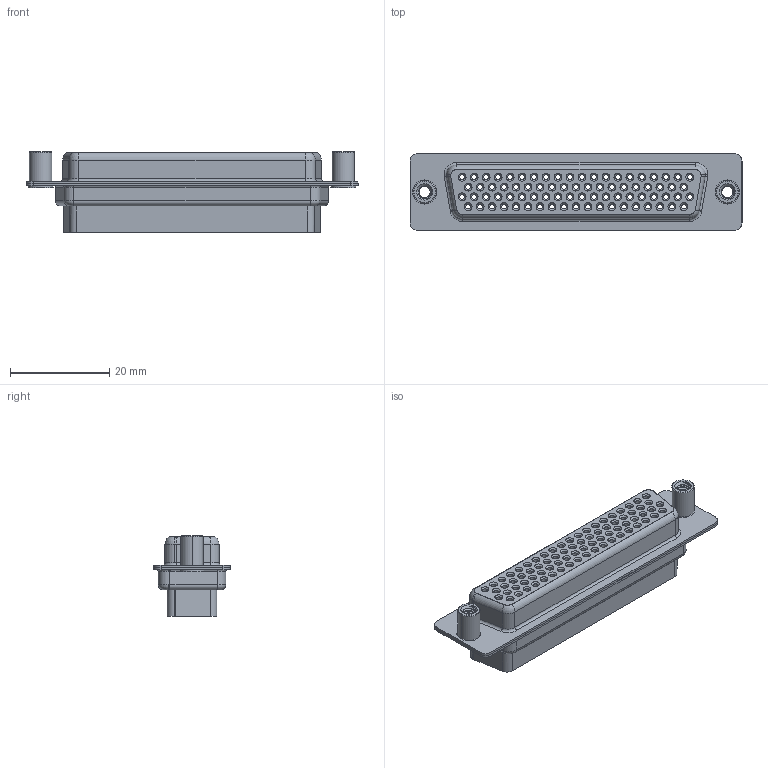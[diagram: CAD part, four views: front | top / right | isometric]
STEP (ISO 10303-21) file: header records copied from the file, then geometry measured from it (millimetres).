
FILE_DESCRIPTION (( 'STEP AP203' ), '1' );
FILE_NAME ('638-078-010-048.STEP', '2020-07-18T16:52:11', ( '' ), ( '' ), 'SwSTEP 2.0', 'SolidWorks 2020', '' );
FILE_SCHEMA (( 'CONFIG_CONTROL_DESIGN' ));
Length unit declared in the file: millimetre
Products named in the file (5): 638 Housing_78 Contacts HP; 638 4-40 Threaded Standoff; 638 Shell Rear_78 Contacts; 638 Shell Front_78 Contacts; 638-078-010-048
Assembly tree (5 placements, depth 2):
  638-078-010-048
    638 Housing_78 Contacts HP
    638 Shell Front_78 Contacts
    638 Shell Rear_78 Contacts
    638 4-40 Threaded Standoff  x2
Bounding box: 67 x 15.4 x 16.3 mm (x, y, z)
Volume: 6476.2 mm3; surface area: 14906.1 mm2
Topology: 5 solids, 5 shells, 1327 faces, 2961 edges, 1891 vertices
Faces by surface type: cylinder 789, plane 303, cone 172, torus 57, bspline 6
Entity records: 38444 total; most frequent: CARTESIAN_POINT 7866, DIRECTION 6986, ORIENTED_EDGE 5668, AXIS2_PLACEMENT_3D 2971, EDGE_CURVE 2834, VERTEX_POINT 1809, EDGE_LOOP 1691, CIRCLE 1689
